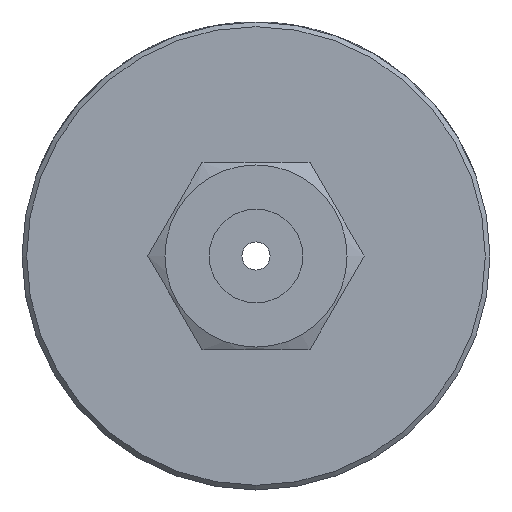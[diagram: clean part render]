
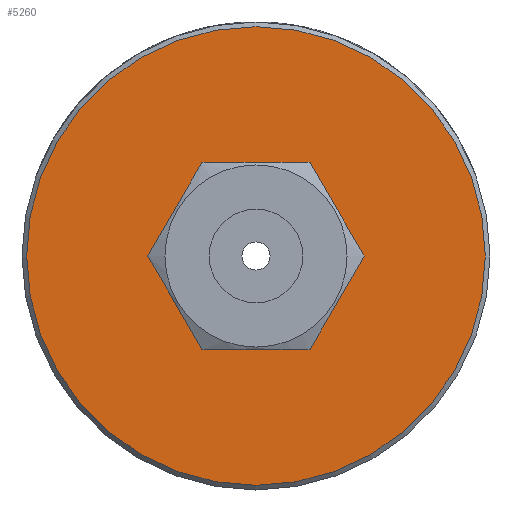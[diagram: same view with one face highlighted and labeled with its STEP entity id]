
A CAD part, front view. The second image highlights one B-rep face of the part: STEP entity #5260.
In plain terms, the highlighted planar face has unit normal (0, -1, 0).
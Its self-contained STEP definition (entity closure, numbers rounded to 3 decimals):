
#1544=ORIENTED_EDGE('',*,*,#3063,.T.);
#1545=ORIENTED_EDGE('',*,*,#3058,.T.);
#3058=EDGE_CURVE('',#3823,#3823,#4183,.F.);
#3063=EDGE_CURVE('',#3828,#3828,#4188,.T.);
#3823=VERTEX_POINT('',#8227);
#3828=VERTEX_POINT('',#8243);
#4183=CIRCLE('',#5690,3.95);
#4188=CIRCLE('',#5701,12.25);
#4284=EDGE_LOOP('',(#1544));
#4285=EDGE_LOOP('',(#1545));
#4685=FACE_BOUND('',#4284,.T.);
#4686=FACE_BOUND('',#4285,.T.);
#5036=PLANE('',#5700);
#5260=ADVANCED_FACE('',(#4685,#4686),#5036,.T.);
#5690=AXIS2_PLACEMENT_3D('',#8226,#6292,#6293);
#5700=AXIS2_PLACEMENT_3D('',#8241,#6312,#6313);
#5701=AXIS2_PLACEMENT_3D('',#8242,#6314,#6315);
#6292=DIRECTION('',(0.,-1.,0.));
#6293=DIRECTION('',(0.,0.,-1.));
#6312=DIRECTION('',(0.,-1.,0.));
#6313=DIRECTION('',(0.,0.,-1.));
#6314=DIRECTION('',(0.,-1.,0.));
#6315=DIRECTION('',(0.,0.,-1.));
#8226=CARTESIAN_POINT('',(0.,8.7,0.));
#8227=CARTESIAN_POINT('',(0.,8.7,-3.95));
#8241=CARTESIAN_POINT('',(0.,8.7,0.));
#8242=CARTESIAN_POINT('',(0.,8.7,0.));
#8243=CARTESIAN_POINT('',(0.,8.7,-12.25));
